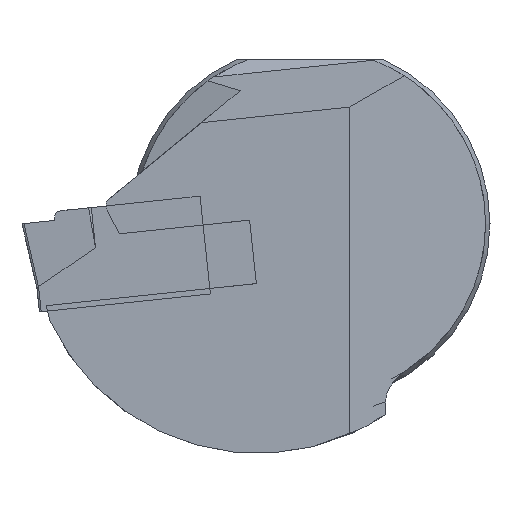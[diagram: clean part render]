
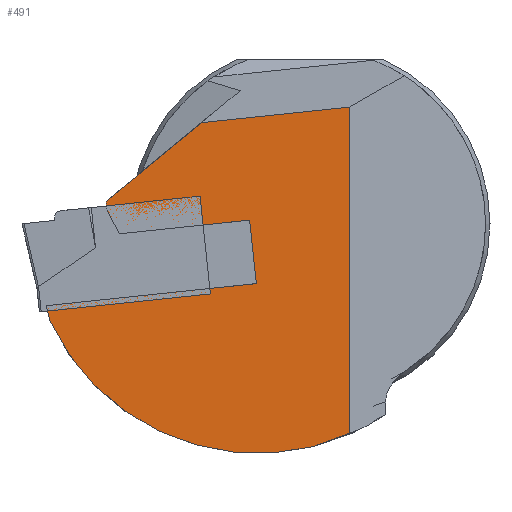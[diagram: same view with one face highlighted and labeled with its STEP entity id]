
A CAD part, left-side view. The second image highlights one B-rep face of the part: STEP entity #491.
In plain terms, the highlighted planar face has unit normal (-1, 0, 0).
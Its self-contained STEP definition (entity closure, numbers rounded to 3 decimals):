
#49=CIRCLE('',#1333,12.75);
#50=CIRCLE('',#1334,0.6);
#491=ADVANCED_FACE('',(#572),#532,.T.);
#532=PLANE('',#1335);
#572=FACE_OUTER_BOUND('',#620,.T.);
#620=EDGE_LOOP('',(#780,#781,#782,#783,#784,#785,#786,#787,#788,#789));
#780=ORIENTED_EDGE('',*,*,#1077,.T.);
#781=ORIENTED_EDGE('',*,*,#1078,.T.);
#782=ORIENTED_EDGE('',*,*,#1079,.T.);
#783=ORIENTED_EDGE('',*,*,#1080,.F.);
#784=ORIENTED_EDGE('',*,*,#1081,.F.);
#785=ORIENTED_EDGE('',*,*,#1082,.F.);
#786=ORIENTED_EDGE('',*,*,#1083,.T.);
#787=ORIENTED_EDGE('',*,*,#1084,.F.);
#788=ORIENTED_EDGE('',*,*,#1085,.T.);
#789=ORIENTED_EDGE('',*,*,#1086,.T.);
#970=VERTEX_POINT('',#1879);
#971=VERTEX_POINT('',#1880);
#972=VERTEX_POINT('',#1882);
#973=VERTEX_POINT('',#1884);
#974=VERTEX_POINT('',#1886);
#975=VERTEX_POINT('',#1888);
#976=VERTEX_POINT('',#1890);
#977=VERTEX_POINT('',#1892);
#978=VERTEX_POINT('',#1894);
#979=VERTEX_POINT('',#1896);
#1077=EDGE_CURVE('',#970,#971,#1175,.T.);
#1078=EDGE_CURVE('',#971,#972,#1176,.T.);
#1079=EDGE_CURVE('',#972,#973,#1177,.T.);
#1080=EDGE_CURVE('',#974,#973,#1178,.T.);
#1081=EDGE_CURVE('',#975,#974,#49,.T.);
#1082=EDGE_CURVE('',#976,#975,#1179,.T.);
#1083=EDGE_CURVE('',#976,#977,#1180,.T.);
#1084=EDGE_CURVE('',#978,#977,#1181,.T.);
#1085=EDGE_CURVE('',#978,#979,#50,.T.);
#1086=EDGE_CURVE('',#979,#970,#1182,.T.);
#1175=LINE('',#1878,#1253);
#1176=LINE('',#1881,#1254);
#1177=LINE('',#1883,#1255);
#1178=LINE('',#1885,#1256);
#1179=LINE('',#1889,#1257);
#1180=LINE('',#1891,#1258);
#1181=LINE('',#1893,#1259);
#1182=LINE('',#1897,#1260);
#1253=VECTOR('',#1517,1.);
#1254=VECTOR('',#1518,1.);
#1255=VECTOR('',#1519,1.);
#1256=VECTOR('',#1520,1.);
#1257=VECTOR('',#1523,1.);
#1258=VECTOR('',#1524,1.);
#1259=VECTOR('',#1525,1.);
#1260=VECTOR('',#1528,1.);
#1333=AXIS2_PLACEMENT_3D('',#1887,#1521,#1522);
#1334=AXIS2_PLACEMENT_3D('',#1895,#1526,#1527);
#1335=AXIS2_PLACEMENT_3D('',#1898,#1529,#1530);
#1517=DIRECTION('',(0.,-0.995,0.105));
#1518=DIRECTION('',(0.,-0.105,-0.995));
#1519=DIRECTION('',(0.,0.995,-0.105));
#1520=DIRECTION('',(0.,0.225,0.974));
#1521=DIRECTION('',(1.,0.,0.));
#1522=DIRECTION('',(0.,1.,0.));
#1523=DIRECTION('',(0.,0.,-1.));
#1524=DIRECTION('',(0.,0.995,-0.105));
#1525=DIRECTION('',(0.,-0.772,0.636));
#1526=DIRECTION('',(-1.,0.,0.));
#1527=DIRECTION('',(0.,-1.,0.));
#1528=DIRECTION('',(0.,-0.454,-0.891));
#1529=DIRECTION('',(-1.,0.,0.));
#1530=DIRECTION('',(0.,1.,0.));
#1878=CARTESIAN_POINT('',(0.2,7.816,-0.26));
#1879=CARTESIAN_POINT('',(0.2,10.599,-0.552));
#1880=CARTESIAN_POINT('',(0.2,3.353,0.209));
#1881=CARTESIAN_POINT('',(0.2,3.222,-1.034));
#1882=CARTESIAN_POINT('',(0.2,2.982,-3.317));
#1883=CARTESIAN_POINT('',(0.2,4.225,-3.448));
#1884=CARTESIAN_POINT('',(0.2,14.651,-4.544));
#1885=CARTESIAN_POINT('',(0.2,15.007,-3.003));
#1886=CARTESIAN_POINT('',(0.2,14.457,-5.386));
#1887=CARTESIAN_POINT('',(0.2,2.9,0.));
#1888=CARTESIAN_POINT('',(0.2,-2.2,-11.686));
#1889=CARTESIAN_POINT('',(0.2,-2.2,0.));
#1890=CARTESIAN_POINT('',(0.2,-2.2,6.488));
#1891=CARTESIAN_POINT('',(0.2,2.629,5.98));
#1892=CARTESIAN_POINT('',(0.2,6.031,5.623));
#1893=CARTESIAN_POINT('',(0.2,6.391,5.326));
#1894=CARTESIAN_POINT('',(0.2,11.268,1.306));
#1895=CARTESIAN_POINT('',(0.2,10.733,1.034));
#1896=CARTESIAN_POINT('',(0.2,11.268,0.761));
#1897=CARTESIAN_POINT('',(0.2,11.268,0.761));
#1898=CARTESIAN_POINT('',(0.2,2.,0.));
